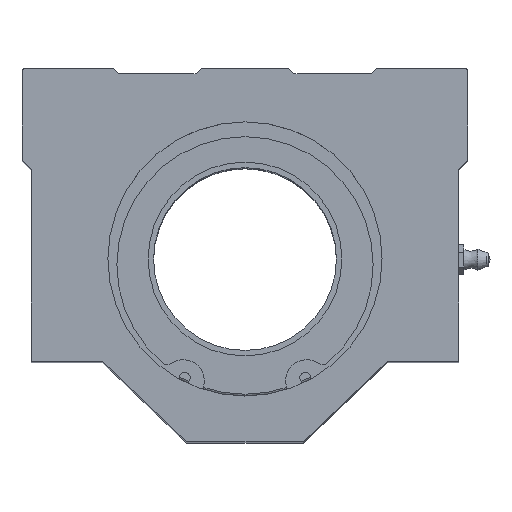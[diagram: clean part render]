
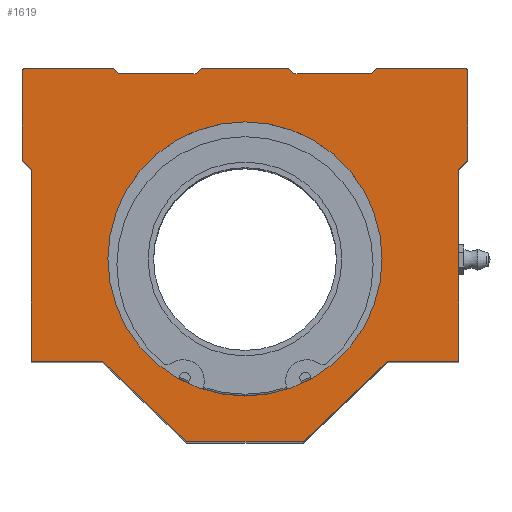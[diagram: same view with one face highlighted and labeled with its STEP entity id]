
A CAD part, top view. The second image highlights one B-rep face of the part: STEP entity #1619.
In plain terms, the highlighted planar face has unit normal (0, 0, 1).
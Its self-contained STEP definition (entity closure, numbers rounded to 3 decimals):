
#100=LINE('',#2718,#192);
#103=LINE('',#2724,#195);
#106=LINE('',#2730,#198);
#109=LINE('',#2740,#201);
#112=LINE('',#2746,#204);
#115=LINE('',#2752,#207);
#118=LINE('',#2758,#210);
#121=LINE('',#2768,#213);
#124=LINE('',#2774,#216);
#127=LINE('',#2780,#219);
#130=LINE('',#2786,#222);
#134=LINE('',#2802,#226);
#137=LINE('',#2808,#229);
#140=LINE('',#2814,#232);
#143=LINE('',#2820,#235);
#146=LINE('',#2826,#238);
#149=LINE('',#2832,#241);
#152=LINE('',#2838,#244);
#155=LINE('',#2844,#247);
#158=LINE('',#2854,#250);
#192=VECTOR('',#2178,1000.);
#195=VECTOR('',#2183,1000.);
#198=VECTOR('',#2188,1000.);
#201=VECTOR('',#2197,1000.);
#204=VECTOR('',#2202,1000.);
#207=VECTOR('',#2207,1000.);
#210=VECTOR('',#2212,1000.);
#213=VECTOR('',#2221,1000.);
#216=VECTOR('',#2226,1000.);
#219=VECTOR('',#2231,1000.);
#222=VECTOR('',#2236,1000.);
#226=VECTOR('',#2252,1000.);
#229=VECTOR('',#2257,1000.);
#232=VECTOR('',#2262,1000.);
#235=VECTOR('',#2267,1000.);
#238=VECTOR('',#2272,1000.);
#241=VECTOR('',#2277,1000.);
#244=VECTOR('',#2282,1000.);
#247=VECTOR('',#2287,1000.);
#250=VECTOR('',#2296,1000.);
#596=ORIENTED_EDGE('',*,*,#833,.T.);
#597=ORIENTED_EDGE('',*,*,#758,.T.);
#598=ORIENTED_EDGE('',*,*,#762,.T.);
#599=ORIENTED_EDGE('',*,*,#765,.T.);
#600=ORIENTED_EDGE('',*,*,#768,.T.);
#601=ORIENTED_EDGE('',*,*,#773,.T.);
#602=ORIENTED_EDGE('',*,*,#776,.T.);
#603=ORIENTED_EDGE('',*,*,#779,.T.);
#604=ORIENTED_EDGE('',*,*,#782,.T.);
#605=ORIENTED_EDGE('',*,*,#787,.T.);
#606=ORIENTED_EDGE('',*,*,#790,.T.);
#607=ORIENTED_EDGE('',*,*,#793,.T.);
#608=ORIENTED_EDGE('',*,*,#796,.T.);
#609=ORIENTED_EDGE('',*,*,#799,.T.);
#610=ORIENTED_EDGE('',*,*,#804,.T.);
#611=ORIENTED_EDGE('',*,*,#807,.T.);
#612=ORIENTED_EDGE('',*,*,#810,.T.);
#613=ORIENTED_EDGE('',*,*,#813,.T.);
#614=ORIENTED_EDGE('',*,*,#816,.T.);
#615=ORIENTED_EDGE('',*,*,#819,.T.);
#616=ORIENTED_EDGE('',*,*,#822,.T.);
#617=ORIENTED_EDGE('',*,*,#825,.T.);
#618=ORIENTED_EDGE('',*,*,#830,.T.);
#758=EDGE_CURVE('',#929,#930,#1054,.T.);
#762=EDGE_CURVE('',#930,#933,#100,.T.);
#765=EDGE_CURVE('',#933,#935,#103,.T.);
#768=EDGE_CURVE('',#935,#937,#106,.T.);
#773=EDGE_CURVE('',#937,#941,#109,.T.);
#776=EDGE_CURVE('',#941,#943,#112,.T.);
#779=EDGE_CURVE('',#943,#945,#115,.T.);
#782=EDGE_CURVE('',#945,#947,#118,.T.);
#787=EDGE_CURVE('',#947,#951,#121,.T.);
#790=EDGE_CURVE('',#951,#953,#124,.T.);
#793=EDGE_CURVE('',#953,#955,#127,.T.);
#796=EDGE_CURVE('',#955,#957,#130,.T.);
#799=EDGE_CURVE('',#957,#959,#1060,.T.);
#804=EDGE_CURVE('',#959,#963,#134,.T.);
#807=EDGE_CURVE('',#963,#965,#137,.T.);
#810=EDGE_CURVE('',#965,#967,#140,.T.);
#813=EDGE_CURVE('',#967,#969,#143,.T.);
#816=EDGE_CURVE('',#969,#971,#146,.T.);
#819=EDGE_CURVE('',#971,#973,#149,.T.);
#822=EDGE_CURVE('',#973,#975,#152,.T.);
#825=EDGE_CURVE('',#975,#977,#155,.T.);
#830=EDGE_CURVE('',#977,#929,#158,.T.);
#833=EDGE_CURVE('',#982,#982,#1067,.T.);
#929=VERTEX_POINT('',#2710);
#930=VERTEX_POINT('',#2711);
#933=VERTEX_POINT('',#2719);
#935=VERTEX_POINT('',#2725);
#937=VERTEX_POINT('',#2731);
#941=VERTEX_POINT('',#2741);
#943=VERTEX_POINT('',#2747);
#945=VERTEX_POINT('',#2753);
#947=VERTEX_POINT('',#2759);
#951=VERTEX_POINT('',#2769);
#953=VERTEX_POINT('',#2775);
#955=VERTEX_POINT('',#2781);
#957=VERTEX_POINT('',#2787);
#959=VERTEX_POINT('',#2793);
#963=VERTEX_POINT('',#2803);
#965=VERTEX_POINT('',#2809);
#967=VERTEX_POINT('',#2815);
#969=VERTEX_POINT('',#2821);
#971=VERTEX_POINT('',#2827);
#973=VERTEX_POINT('',#2833);
#975=VERTEX_POINT('',#2839);
#977=VERTEX_POINT('',#2845);
#982=VERTEX_POINT('',#2861);
#1054=CIRCLE('',#1821,0.5);
#1060=CIRCLE('',#1839,0.5);
#1067=CIRCLE('',#1857,37.5);
#1232=EDGE_LOOP('',(#596));
#1233=EDGE_LOOP('',(#597,#598,#599,#600,#601,#602,#603,#604,#605,#606,#607,
#608,#609,#610,#611,#612,#613,#614,#615,#616,#617,#618));
#1428=FACE_BOUND('',#1232,.T.);
#1429=FACE_BOUND('',#1233,.T.);
#1528=PLANE('',#1856);
#1619=ADVANCED_FACE('',(#1428,#1429),#1528,.T.);
#1821=AXIS2_PLACEMENT_3D('',#2709,#2170,#2171);
#1839=AXIS2_PLACEMENT_3D('',#2792,#2241,#2242);
#1856=AXIS2_PLACEMENT_3D('',#2859,#2302,#2303);
#1857=AXIS2_PLACEMENT_3D('',#2860,#2304,#2305);
#2170=DIRECTION('',(0.,0.,1.));
#2171=DIRECTION('',(1.,0.,0.));
#2178=DIRECTION('',(0.,-1.,0.));
#2183=DIRECTION('',(0.707,-0.707,0.));
#2188=DIRECTION('',(0.,-1.,0.));
#2197=DIRECTION('',(1.,0.,0.));
#2202=DIRECTION('',(0.723,-0.691,0.));
#2207=DIRECTION('',(1.,0.,0.));
#2212=DIRECTION('',(0.723,0.691,0.));
#2221=DIRECTION('',(1.,0.,0.));
#2226=DIRECTION('',(0.,1.,0.));
#2231=DIRECTION('',(0.707,0.707,0.));
#2236=DIRECTION('',(0.,1.,0.));
#2241=DIRECTION('',(0.,0.,1.));
#2242=DIRECTION('',(1.,0.,0.));
#2252=DIRECTION('',(-1.,0.,0.));
#2257=DIRECTION('',(-0.707,-0.707,0.));
#2262=DIRECTION('',(-1.,0.,0.));
#2267=DIRECTION('',(-0.707,0.707,0.));
#2272=DIRECTION('',(-1.,0.,0.));
#2277=DIRECTION('',(-0.707,-0.707,0.));
#2282=DIRECTION('',(-1.,0.,0.));
#2287=DIRECTION('',(-0.707,0.707,0.));
#2296=DIRECTION('',(-1.,0.,0.));
#2302=DIRECTION('',(0.,0.,1.));
#2303=DIRECTION('',(1.,0.,0.));
#2304=DIRECTION('',(0.,0.,-1.));
#2305=DIRECTION('',(-1.,0.,0.));
#2709=CARTESIAN_POINT('',(-60.5,-0.5,0.));
#2710=CARTESIAN_POINT('',(-60.5,0.,0.));
#2711=CARTESIAN_POINT('',(-61.,-0.5,0.));
#2718=CARTESIAN_POINT('',(-61.,-0.5,0.));
#2719=CARTESIAN_POINT('',(-61.,-25.,0.));
#2724=CARTESIAN_POINT('',(-61.,-25.,0.));
#2725=CARTESIAN_POINT('',(-58.5,-27.5,0.));
#2730=CARTESIAN_POINT('',(-58.5,-27.5,0.));
#2731=CARTESIAN_POINT('',(-58.5,-80.,0.));
#2740=CARTESIAN_POINT('',(-58.5,-80.,0.));
#2741=CARTESIAN_POINT('',(-39.,-80.,0.));
#2746=CARTESIAN_POINT('',(-39.,-80.,0.));
#2747=CARTESIAN_POINT('',(-16.,-102.,0.));
#2752=CARTESIAN_POINT('',(-16.,-102.,0.));
#2753=CARTESIAN_POINT('',(16.,-102.,0.));
#2758=CARTESIAN_POINT('',(16.,-102.,0.));
#2759=CARTESIAN_POINT('',(39.,-80.,0.));
#2768=CARTESIAN_POINT('',(39.,-80.,0.));
#2769=CARTESIAN_POINT('',(58.5,-80.,0.));
#2774=CARTESIAN_POINT('',(58.5,-80.,0.));
#2775=CARTESIAN_POINT('',(58.5,-27.5,0.));
#2780=CARTESIAN_POINT('',(58.5,-27.5,0.));
#2781=CARTESIAN_POINT('',(61.,-25.,0.));
#2786=CARTESIAN_POINT('',(61.,-25.,0.));
#2787=CARTESIAN_POINT('',(61.,-0.5,0.));
#2792=CARTESIAN_POINT('',(60.5,-0.5,0.));
#2793=CARTESIAN_POINT('',(60.5,0.,0.));
#2802=CARTESIAN_POINT('',(60.5,0.,0.));
#2803=CARTESIAN_POINT('',(36.,0.,0.));
#2808=CARTESIAN_POINT('',(36.,0.,0.));
#2809=CARTESIAN_POINT('',(34.6,-1.4,0.));
#2814=CARTESIAN_POINT('',(34.6,-1.4,0.));
#2815=CARTESIAN_POINT('',(13.4,-1.4,0.));
#2820=CARTESIAN_POINT('',(13.4,-1.4,0.));
#2821=CARTESIAN_POINT('',(12.,0.,0.));
#2826=CARTESIAN_POINT('',(12.,0.,0.));
#2827=CARTESIAN_POINT('',(-12.,0.,0.));
#2832=CARTESIAN_POINT('',(-12.,0.,0.));
#2833=CARTESIAN_POINT('',(-13.4,-1.4,0.));
#2838=CARTESIAN_POINT('',(-13.4,-1.4,0.));
#2839=CARTESIAN_POINT('',(-34.6,-1.4,0.));
#2844=CARTESIAN_POINT('',(-34.6,-1.4,0.));
#2845=CARTESIAN_POINT('',(-36.,0.,0.));
#2854=CARTESIAN_POINT('',(-36.,0.,0.));
#2859=CARTESIAN_POINT('',(-60.5,-0.5,0.));
#2860=CARTESIAN_POINT('',(0.,-52.,0.));
#2861=CARTESIAN_POINT('',(-37.5,-52.,0.));
